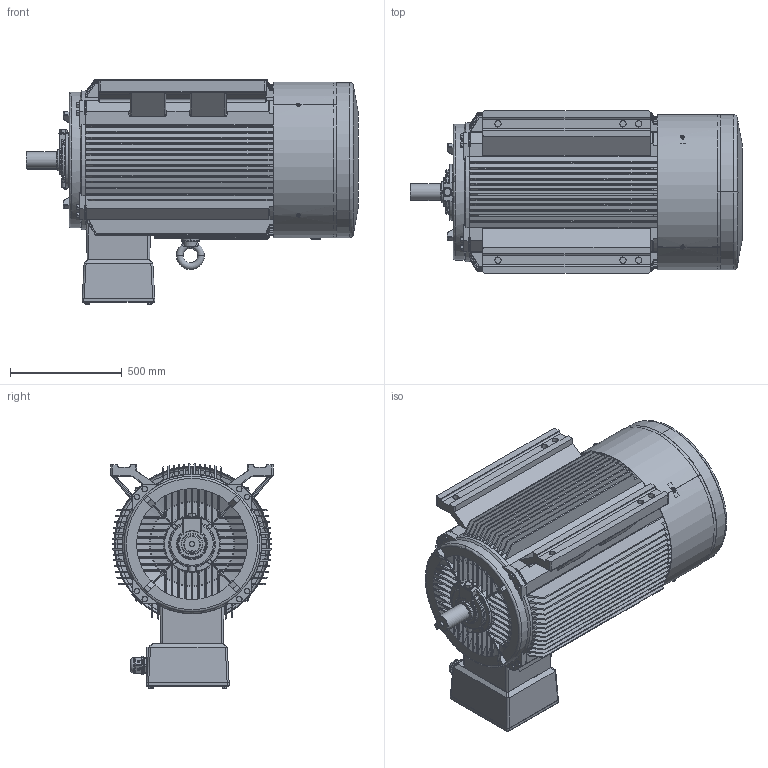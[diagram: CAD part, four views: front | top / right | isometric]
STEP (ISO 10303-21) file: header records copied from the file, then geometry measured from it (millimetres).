
FILE_DESCRIPTION(/* description */ (''),/* implementation_level */ '2;1');
FILE_NAME(/* name */ 'JM2-355M.L-2-B3.stp',/* time_stamp */ '2019-01-30T10:11:00+08:00',/* author */ (''),/* organization */ (''),/* preprocessor_version */ 'ST-DEVELOPER v16.7',/* originating_system */ 'SIEMENS PLM Software NX 12.0',/* authorisation */ '');
FILE_SCHEMA (('AP203_CONFIGURATION_CONTROLLED_3D_DESIGN_OF_MECHANICAL_PARTS_AND_ASSEMBLIES_MIM_LF { 1 0 10303 403 2 1 2}'));
Length unit declared in the file: millimetre
Products named in the file (1): JM2-355M.L-2-B3
Bounding box: 1487.06 x 726 x 1004.02 mm (x, y, z)
Volume: 118711810.9 mm3; surface area: 16189980.8 mm2
Topology: 46 solids, 47 shells, 5378 faces, 14661 edges, 9548 vertices
Faces by surface type: plane 3469, cylinder 923, cone 563, torus 308, bspline 89, sphere 21, revolution 5
Full cylindrical faces by diameter (mm): 2 x1, 10 x2, 12 x4, 18 x1, 20 x1, 28 x2, 36 x1, 43.312 x2, 45 x1, 51.188 x4, 61.031 x12, 63 x4, 64.969 x12, 67.922 x2, 71 x1, 75 x2, 80 x1, 83.672 x2, 91 x4, 95 x6, 108 x2, 110 x1, 118 x1, 120 x2, 162 x1, 200 x1, 200.071 x1, 250.071 x2, 594 x1, 600 x1
Entity records: 182124 total; most frequent: CARTESIAN_POINT 46683, ORIENTED_EDGE 28906, DIRECTION 25439, EDGE_CURVE 14453, LINE 9890, VECTOR 9890, VERTEX_POINT 9466, AXIS2_PLACEMENT_3D 7772
